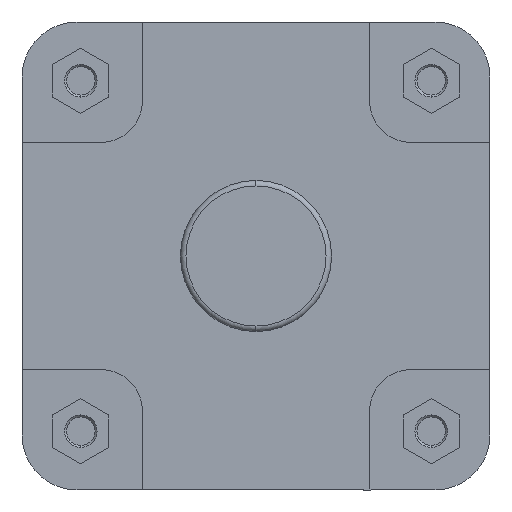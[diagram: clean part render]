
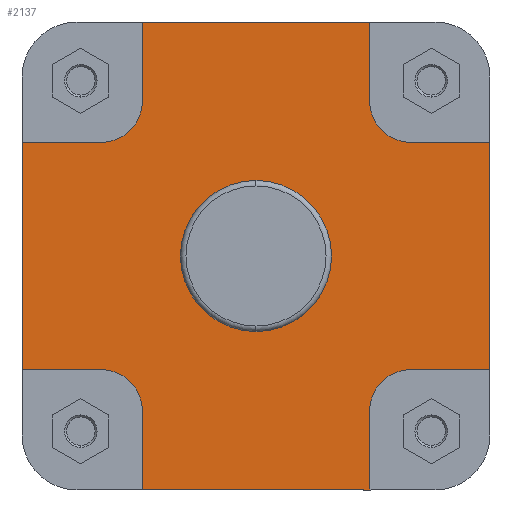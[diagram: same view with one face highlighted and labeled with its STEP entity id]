
A CAD part, left-side view. The second image highlights one B-rep face of the part: STEP entity #2137.
In plain terms, the highlighted planar face has unit normal (-1, 0, 0).
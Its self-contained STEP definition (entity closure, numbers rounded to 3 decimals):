
#186 = VERTEX_POINT ( 'NONE', #3598 ) ;
#194 = VERTEX_POINT ( 'NONE', #3606 ) ;
#195 = VERTEX_POINT ( 'NONE', #3607 ) ;
#197 = VERTEX_POINT ( 'NONE', #3609 ) ;
#199 = VERTEX_POINT ( 'NONE', #3611 ) ;
#214 = VERTEX_POINT ( 'NONE', #3626 ) ;
#219 = VERTEX_POINT ( 'NONE', #3631 ) ;
#221 = VERTEX_POINT ( 'NONE', #3633 ) ;
#230 = VERTEX_POINT ( 'NONE', #3642 ) ;
#235 = VERTEX_POINT ( 'NONE', #3647 ) ;
#240 = VERTEX_POINT ( 'NONE', #3652 ) ;
#245 = VERTEX_POINT ( 'NONE', #3657 ) ;
#251 = VERTEX_POINT ( 'NONE', #3663 ) ;
#254 = VERTEX_POINT ( 'NONE', #3666 ) ;
#258 = VERTEX_POINT ( 'NONE', #3670 ) ;
#264 = VERTEX_POINT ( 'NONE', #3676 ) ;
#266 = VERTEX_POINT ( 'NONE', #3678 ) ;
#282 = VERTEX_POINT ( 'NONE', #3694 ) ;
#557 = ORIENTED_EDGE ( 'NONE', *, *, #6561, .F. ) ;
#558 = ORIENTED_EDGE ( 'NONE', *, *, #3138, .F. ) ;
#559 = ORIENTED_EDGE ( 'NONE', *, *, #3150, .F. ) ;
#560 = ORIENTED_EDGE ( 'NONE', *, *, #6605, .F. ) ;
#561 = ORIENTED_EDGE ( 'NONE', *, *, #3172, .F. ) ;
#562 = ORIENTED_EDGE ( 'NONE', *, *, #3136, .F. ) ;
#563 = ORIENTED_EDGE ( 'NONE', *, *, #3165, .F. ) ;
#564 = ORIENTED_EDGE ( 'NONE', *, *, #3198, .F. ) ;
#565 = ORIENTED_EDGE ( 'NONE', *, *, #3118, .F. ) ;
#566 = ORIENTED_EDGE ( 'NONE', *, *, #3183, .F. ) ;
#567 = ORIENTED_EDGE ( 'NONE', *, *, #3135, .F. ) ;
#568 = ORIENTED_EDGE ( 'NONE', *, *, #3146, .T. ) ;
#569 = ORIENTED_EDGE ( 'NONE', *, *, #1494, .F. ) ;
#570 = ORIENTED_EDGE ( 'NONE', *, *, #3105, .F. ) ;
#571 = ORIENTED_EDGE ( 'NONE', *, *, #6312, .F. ) ;
#572 = ORIENTED_EDGE ( 'NONE', *, *, #6314, .T. ) ;
#573 = ORIENTED_EDGE ( 'NONE', *, *, #6591, .F. ) ;
#574 = ORIENTED_EDGE ( 'NONE', *, *, #6645, .F. ) ;
#721 = LINE ( 'NONE', #3827, #723 ) ;
#723 = VECTOR ( 'NONE', #3830, 1000. ) ;
#823 = FACE_OUTER_BOUND ( 'NONE', #1562, .T. ) ;
#825 = FACE_BOUND ( 'NONE', #1553, .T. ) ;
#1226 = CIRCLE ( 'NONE', #6972, 30. ) ;
#1232 = LINE ( 'NONE', #4796, #1235 ) ;
#1235 = VECTOR ( 'NONE', #4799, 1000. ) ;
#1260 = LINE ( 'NONE', #4830, #1265 ) ;
#1265 = VECTOR ( 'NONE', #4835, 1000. ) ;
#1269 = CIRCLE ( 'NONE', #6977, 30. ) ;
#1272 = CIRCLE ( 'NONE', #6973, 30. ) ;
#1275 = LINE ( 'NONE', #4864, #1276 ) ;
#1276 = VECTOR ( 'NONE', #4865, 1000. ) ;
#1283 = VECTOR ( 'NONE', #4873, 1000. ) ;
#1286 = LINE ( 'NONE', #4867, #1283 ) ;
#1307 = LINE ( 'NONE', #4909, #1310 ) ;
#1310 = VECTOR ( 'NONE', #4912, 1000. ) ;
#1315 = LINE ( 'NONE', #4925, #1322 ) ;
#1322 = VECTOR ( 'NONE', #4928, 1000. ) ;
#1341 = CIRCLE ( 'NONE', #7001, 30. ) ;
#1364 = LINE ( 'NONE', #4990, #1365 ) ;
#1365 = VECTOR ( 'NONE', #4991, 1000. ) ;
#1446 = LINE ( 'NONE', #5137, #1459 ) ;
#1458 = VECTOR ( 'NONE', #5145, 1000. ) ;
#1459 = VECTOR ( 'NONE', #5141, 1000. ) ;
#1461 = LINE ( 'NONE', #5138, #1458 ) ;
#1494 = EDGE_CURVE ( 'NONE', #245, #199, #721, .T. ) ;
#1553 = EDGE_LOOP ( 'NONE', ( #574, #573 ) ) ;
#1562 = EDGE_LOOP ( 'NONE', ( #572, #571, #570, #569, #568, #567, #566, #565, #564, #563, #562, #561, #560, #559, #558, #557 ) ) ;
#2137 = ADVANCED_FACE ( 'NONE', ( #825, #823 ), #3985, .F. ) ;
#2716 = LINE ( 'NONE', #5721, #2717 ) ;
#2717 = VECTOR ( 'NONE', #5722, 1000. ) ;
#2768 = CIRCLE ( 'NONE', #7124, 54.9 ) ;
#2782 = VECTOR ( 'NONE', #5828, 1000. ) ;
#2785 = LINE ( 'NONE', #5822, #2782 ) ;
#2857 = CIRCLE ( 'NONE', #7149, 54.9 ) ;
#3105 = EDGE_CURVE ( 'NONE', #199, #214, #1226, .T. ) ;
#3118 = EDGE_CURVE ( 'NONE', #194, #197, #1232, .T. ) ;
#3135 = EDGE_CURVE ( 'NONE', #254, #235, #1260, .T. ) ;
#3136 = EDGE_CURVE ( 'NONE', #230, #219, #1269, .T. ) ;
#3138 = EDGE_CURVE ( 'NONE', #264, #251, #1272, .T. ) ;
#3146 = EDGE_CURVE ( 'NONE', #245, #235, #1275, .T. ) ;
#3150 = EDGE_CURVE ( 'NONE', #251, #266, #1286, .T. ) ;
#3165 = EDGE_CURVE ( 'NONE', #219, #186, #1307, .T. ) ;
#3172 = EDGE_CURVE ( 'NONE', #240, #230, #1315, .T. ) ;
#3183 = EDGE_CURVE ( 'NONE', #197, #254, #1341, .T. ) ;
#3198 = EDGE_CURVE ( 'NONE', #186, #194, #1364, .T. ) ;
#3598 = CARTESIAN_POINT ( 'NONE',  ( 16., 82.5, 170. ) ) ;
#3606 = CARTESIAN_POINT ( 'NONE',  ( 16., -82.5, 170. ) ) ;
#3607 = CARTESIAN_POINT ( 'NONE',  ( 16., -82.5, -170. ) ) ;
#3609 = CARTESIAN_POINT ( 'NONE',  ( 16., -82.5, 112.5 ) ) ;
#3611 = CARTESIAN_POINT ( 'NONE',  ( 16., -112.5, -82.5 ) ) ;
#3626 = CARTESIAN_POINT ( 'NONE',  ( 16., -82.5, -112.5 ) ) ;
#3631 = CARTESIAN_POINT ( 'NONE',  ( 16., 82.5, 112.5 ) ) ;
#3633 = CARTESIAN_POINT ( 'NONE',  ( 16., 82.5, -170. ) ) ;
#3642 = CARTESIAN_POINT ( 'NONE',  ( 16., 112.5, 82.5 ) ) ;
#3647 = CARTESIAN_POINT ( 'NONE',  ( 16., -170., 82.5 ) ) ;
#3652 = CARTESIAN_POINT ( 'NONE',  ( 16., 170., 82.5 ) ) ;
#3657 = CARTESIAN_POINT ( 'NONE',  ( 16., -170., -82.5 ) ) ;
#3663 = CARTESIAN_POINT ( 'NONE',  ( 16., 112.5, -82.5 ) ) ;
#3666 = CARTESIAN_POINT ( 'NONE',  ( 16., -112.5, 82.5 ) ) ;
#3670 = CARTESIAN_POINT ( 'NONE',  ( 16., 0., -54.9 ) ) ;
#3676 = CARTESIAN_POINT ( 'NONE',  ( 16., 82.5, -112.5 ) ) ;
#3678 = CARTESIAN_POINT ( 'NONE',  ( 16., 170., -82.5 ) ) ;
#3694 = CARTESIAN_POINT ( 'NONE',  ( 16., 0., 54.9 ) ) ;
#3827 = CARTESIAN_POINT ( 'NONE',  ( 16., -112.5, -82.5 ) ) ;
#3830 = DIRECTION ( 'NONE',  ( 0., 1., 0. ) ) ;
#3976 = CARTESIAN_POINT ( 'NONE',  ( 16., 54.9, 0. ) ) ;
#3985 = PLANE ( 'NONE',  #6753 ) ;
#3986 = DIRECTION ( 'NONE',  ( 1., 0., 0. ) ) ;
#3987 = DIRECTION ( 'NONE',  ( 0., 0., -1. ) ) ;
#4780 = CARTESIAN_POINT ( 'NONE',  ( 16., -112.5, -112.5 ) ) ;
#4786 = DIRECTION ( 'NONE',  ( -1., 0., 0. ) ) ;
#4787 = DIRECTION ( 'NONE',  ( 0., -1., 0. ) ) ;
#4796 = CARTESIAN_POINT ( 'NONE',  ( 16., -82.5, 112.5 ) ) ;
#4799 = DIRECTION ( 'NONE',  ( 0., 0., -1. ) ) ;
#4830 = CARTESIAN_POINT ( 'NONE',  ( 16., -170., 82.5 ) ) ;
#4835 = DIRECTION ( 'NONE',  ( 0., -1., 0. ) ) ;
#4836 = CARTESIAN_POINT ( 'NONE',  ( 16., 112.5, 112.5 ) ) ;
#4837 = DIRECTION ( 'NONE',  ( -1., 0., 0. ) ) ;
#4838 = DIRECTION ( 'NONE',  ( 0., 1., 0. ) ) ;
#4841 = CARTESIAN_POINT ( 'NONE',  ( 16., 112.5, -112.5 ) ) ;
#4842 = DIRECTION ( 'NONE',  ( -1., 0., 0. ) ) ;
#4843 = DIRECTION ( 'NONE',  ( 0., 0., -1. ) ) ;
#4864 = CARTESIAN_POINT ( 'NONE',  ( 16., -170., 0. ) ) ;
#4865 = DIRECTION ( 'NONE',  ( 0., 0., 1. ) ) ;
#4867 = CARTESIAN_POINT ( 'NONE',  ( 16., 170., -82.5 ) ) ;
#4873 = DIRECTION ( 'NONE',  ( 0., 1., 0. ) ) ;
#4909 = CARTESIAN_POINT ( 'NONE',  ( 16., 82.5, 170. ) ) ;
#4912 = DIRECTION ( 'NONE',  ( 0., 0., 1. ) ) ;
#4925 = CARTESIAN_POINT ( 'NONE',  ( 16., 112.5, 82.5 ) ) ;
#4928 = DIRECTION ( 'NONE',  ( 0., -1., 0. ) ) ;
#4947 = CARTESIAN_POINT ( 'NONE',  ( 16., -112.5, 112.5 ) ) ;
#4955 = DIRECTION ( 'NONE',  ( -1., 0., 0. ) ) ;
#4956 = DIRECTION ( 'NONE',  ( 0., 0., 1. ) ) ;
#4990 = CARTESIAN_POINT ( 'NONE',  ( 16., -374.141, 170. ) ) ;
#4991 = DIRECTION ( 'NONE',  ( 0., -1., 0. ) ) ;
#5137 = CARTESIAN_POINT ( 'NONE',  ( 16., -82.5, -170. ) ) ;
#5138 = CARTESIAN_POINT ( 'NONE',  ( 16., -374.141, -170. ) ) ;
#5141 = DIRECTION ( 'NONE',  ( 0., 0., -1. ) ) ;
#5145 = DIRECTION ( 'NONE',  ( 0., -1., 0. ) ) ;
#5721 = CARTESIAN_POINT ( 'NONE',  ( 16., 82.5, -112.5 ) ) ;
#5722 = DIRECTION ( 'NONE',  ( 0., 0., 1. ) ) ;
#5791 = CARTESIAN_POINT ( 'NONE',  ( 16., 0., 0. ) ) ;
#5793 = DIRECTION ( 'NONE',  ( -1., 0., 0. ) ) ;
#5794 = DIRECTION ( 'NONE',  ( 0., 0., 1. ) ) ;
#5822 = CARTESIAN_POINT ( 'NONE',  ( 16., 170., 0. ) ) ;
#5828 = DIRECTION ( 'NONE',  ( 0., 0., 1. ) ) ;
#5909 = CARTESIAN_POINT ( 'NONE',  ( 16., 0., 0. ) ) ;
#5920 = DIRECTION ( 'NONE',  ( -1., 0., 0. ) ) ;
#5921 = DIRECTION ( 'NONE',  ( 0., 0., 1. ) ) ;
#6312 = EDGE_CURVE ( 'NONE', #214, #195, #1446, .T. ) ;
#6314 = EDGE_CURVE ( 'NONE', #221, #195, #1461, .T. ) ;
#6561 = EDGE_CURVE ( 'NONE', #221, #264, #2716, .T. ) ;
#6591 = EDGE_CURVE ( 'NONE', #258, #282, #2768, .T. ) ;
#6605 = EDGE_CURVE ( 'NONE', #266, #240, #2785, .T. ) ;
#6645 = EDGE_CURVE ( 'NONE', #282, #258, #2857, .T. ) ;
#6753 = AXIS2_PLACEMENT_3D ( 'NONE', #3976, #3986, #3987 ) ;
#6972 = AXIS2_PLACEMENT_3D ( 'NONE', #4780, #4786, #4787 ) ;
#6973 = AXIS2_PLACEMENT_3D ( 'NONE', #4841, #4842, #4843 ) ;
#6977 = AXIS2_PLACEMENT_3D ( 'NONE', #4836, #4837, #4838 ) ;
#7001 = AXIS2_PLACEMENT_3D ( 'NONE', #4947, #4955, #4956 ) ;
#7124 = AXIS2_PLACEMENT_3D ( 'NONE', #5791, #5793, #5794 ) ;
#7149 = AXIS2_PLACEMENT_3D ( 'NONE', #5909, #5920, #5921 ) ;
